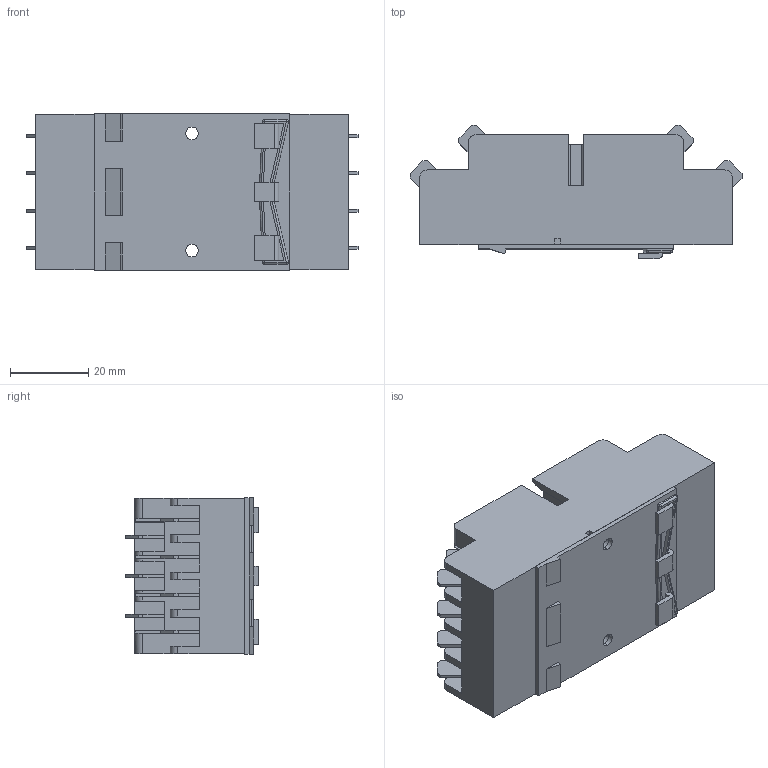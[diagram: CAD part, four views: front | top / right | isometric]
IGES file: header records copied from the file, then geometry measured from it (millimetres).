
Global section: file name: No Iges File Name specified; native system: Autodesk Inventor 2009; preprocessor: AutoDesk Inventor Iges Exporter R2009; author: Niriawan; date: 20080819.070712; units: millimetre
Bounding box: 84.89 x 34 x 40 mm (x, y, z)
Volume: 69504 mm3; surface area: 21488.1 mm2
Topology: 1 solids, 23 shells, 590 faces, 1560 edges, 1017 vertices
Faces by surface type: plane 495, cylinder 79, bspline 8, sphere 4, revolution 4
